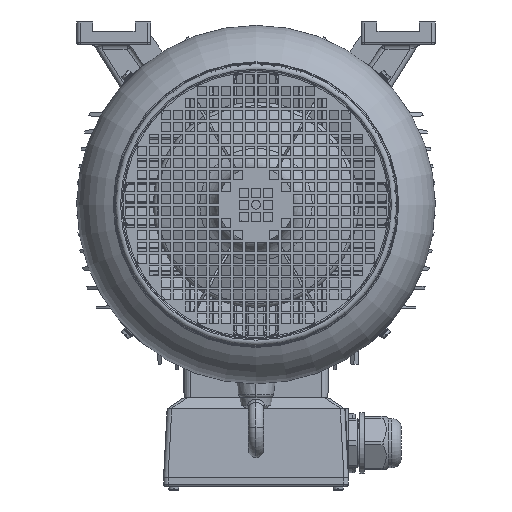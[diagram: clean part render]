
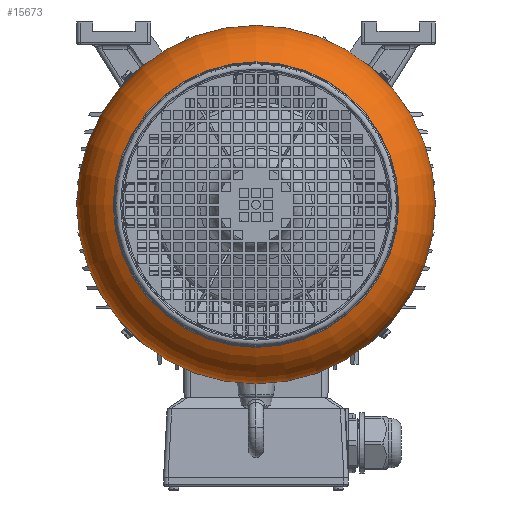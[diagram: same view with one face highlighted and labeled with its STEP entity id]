
A CAD part, left-side view. The second image highlights one B-rep face of the part: STEP entity #15673.
In plain terms, the highlighted toroidal (fillet/blend) face has major radius 97.5 mm and minor radius 59.5 mm.
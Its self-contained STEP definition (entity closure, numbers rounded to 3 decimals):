
#777=TOROIDAL_SURFACE('',#89149,97.5,59.5);
#7365=CIRCLE('',#89146,125.049);
#7366=CIRCLE('',#89148,157.);
#15673=ADVANCED_FACE('',(#19744,#19745),#777,.T.);
#19744=FACE_BOUND('',#25021,.T.);
#19745=FACE_BOUND('',#25022,.T.);
#25021=EDGE_LOOP('',(#61778));
#25022=EDGE_LOOP('',(#61779));
#61778=ORIENTED_EDGE('',*,*,#81757,.F.);
#61779=ORIENTED_EDGE('',*,*,#81756,.T.);
#70576=VERTEX_POINT('',#149584);
#70577=VERTEX_POINT('',#149587);
#81756=EDGE_CURVE('',#70576,#70576,#7365,.T.);
#81757=EDGE_CURVE('',#70577,#70577,#7366,.T.);
#89146=AXIS2_PLACEMENT_3D('',#149583,#109069,#109070);
#89148=AXIS2_PLACEMENT_3D('',#149586,#109073,#109074);
#89149=AXIS2_PLACEMENT_3D('',#149588,#109075,#109076);
#109069=DIRECTION('',(1.,0.,0.));
#109070=DIRECTION('',(0.,0.,1.));
#109073=DIRECTION('',(1.,0.,0.));
#109074=DIRECTION('',(0.,0.,1.));
#109075=DIRECTION('',(1.,0.,0.));
#109076=DIRECTION('',(0.,0.,1.));
#149583=CARTESIAN_POINT('',(-125.738,166.457,-166.457));
#149584=CARTESIAN_POINT('',(-125.738,166.457,-41.409));
#149586=CARTESIAN_POINT('',(-73.,166.457,-166.457));
#149587=CARTESIAN_POINT('',(-73.,166.457,-9.457));
#149588=CARTESIAN_POINT('',(-73.,166.457,-166.457));
